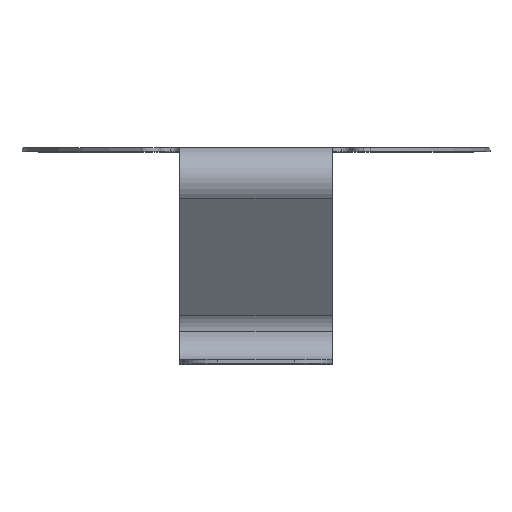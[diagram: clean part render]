
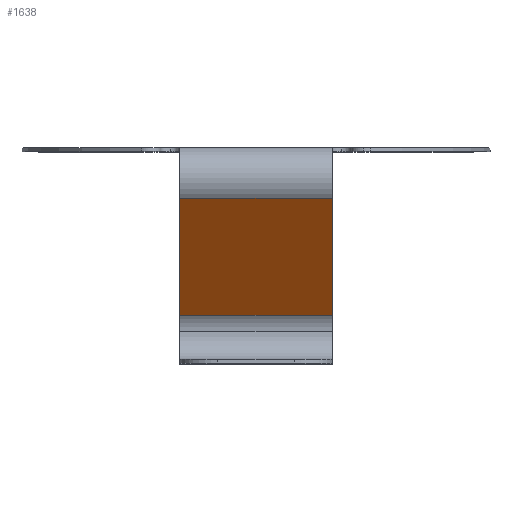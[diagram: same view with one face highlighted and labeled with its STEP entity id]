
A CAD part, top view. The second image highlights one B-rep face of the part: STEP entity #1638.
In plain terms, the highlighted planar face has unit normal (0, -0.593, 0.805).
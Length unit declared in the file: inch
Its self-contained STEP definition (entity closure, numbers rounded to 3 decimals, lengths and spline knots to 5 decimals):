
#62 = ORIENTED_EDGE ( 'NONE', *, *, #2141, .F. ) ;
#139 = VERTEX_POINT ( 'NONE', #586 ) ;
#149 = ORIENTED_EDGE ( 'NONE', *, *, #1922, .T. ) ;
#310 = EDGE_CURVE ( 'NONE', #1858, #341, #1998, .T. ) ;
#341 = VERTEX_POINT ( 'NONE', #1396 ) ;
#398 = CARTESIAN_POINT ( 'NONE',  ( 0.23622, -0.51951, 0.4027 ) ) ;
#463 = CARTESIAN_POINT ( 'NONE',  ( -0.23622, -0.15679, 0.66981 ) ) ;
#586 = CARTESIAN_POINT ( 'NONE',  ( -0.23622, -0.51951, 0.4027 ) ) ;
#636 = VECTOR ( 'NONE', #671, 39.37008 ) ;
#646 = DIRECTION ( 'NONE',  ( 0., -0.805, -0.593 ) ) ;
#671 = DIRECTION ( 'NONE',  ( 0., 0.805, 0.593 ) ) ;
#672 = PLANE ( 'NONE',  #1414 ) ;
#690 = VECTOR ( 'NONE', #646, 39.37008 ) ;
#847 = CARTESIAN_POINT ( 'NONE',  ( 0.23622, -0.51951, 0.4027 ) ) ;
#890 = DIRECTION ( 'NONE',  ( 1., 0., 0. ) ) ;
#1008 = DIRECTION ( 'NONE',  ( 1., 0., 0. ) ) ;
#1050 = DIRECTION ( 'NONE',  ( 0., -0.805, -0.593 ) ) ;
#1068 = ORIENTED_EDGE ( 'NONE', *, *, #1496, .T. ) ;
#1150 = LINE ( 'NONE', #1402, #690 ) ;
#1214 = VECTOR ( 'NONE', #1008, 39.37008 ) ;
#1229 = EDGE_LOOP ( 'NONE', ( #62, #149, #1068, #2305 ) ) ;
#1396 = CARTESIAN_POINT ( 'NONE',  ( 0.23622, -0.15679, 0.66981 ) ) ;
#1402 = CARTESIAN_POINT ( 'NONE',  ( -0.23622, -0.15679, 0.66981 ) ) ;
#1404 = DIRECTION ( 'NONE',  ( 0., -0.593, 0.805 ) ) ;
#1414 = AXIS2_PLACEMENT_3D ( 'NONE', #1624, #1404, #1050 ) ;
#1450 = LINE ( 'NONE', #1971, #1214 ) ;
#1496 = EDGE_CURVE ( 'NONE', #139, #1858, #1450, .T. ) ;
#1624 = CARTESIAN_POINT ( 'NONE',  ( -0.23622, -0.15679, 0.66981 ) ) ;
#1638 = ADVANCED_FACE ( 'NONE', ( #1665 ), #672, .T. ) ;
#1665 = FACE_OUTER_BOUND ( 'NONE', #1229, .T. ) ;
#1751 = LINE ( 'NONE', #1835, #1984 ) ;
#1835 = CARTESIAN_POINT ( 'NONE',  ( -0.23622, -0.15679, 0.66981 ) ) ;
#1858 = VERTEX_POINT ( 'NONE', #398 ) ;
#1922 = EDGE_CURVE ( 'NONE', #1960, #139, #1150, .T. ) ;
#1960 = VERTEX_POINT ( 'NONE', #463 ) ;
#1971 = CARTESIAN_POINT ( 'NONE',  ( -0.23622, -0.51951, 0.4027 ) ) ;
#1984 = VECTOR ( 'NONE', #890, 39.37008 ) ;
#1998 = LINE ( 'NONE', #847, #636 ) ;
#2141 = EDGE_CURVE ( 'NONE', #1960, #341, #1751, .T. ) ;
#2305 = ORIENTED_EDGE ( 'NONE', *, *, #310, .T. ) ;
